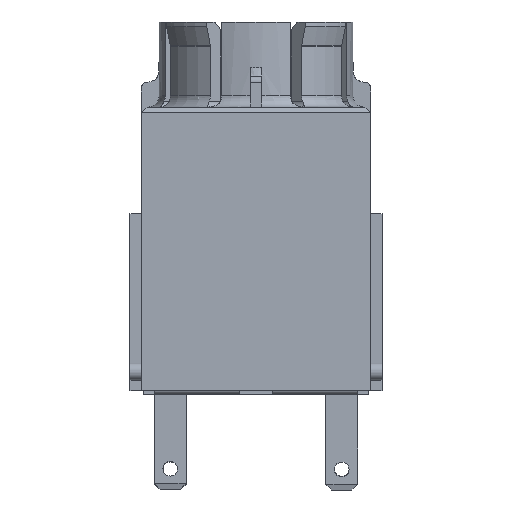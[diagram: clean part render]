
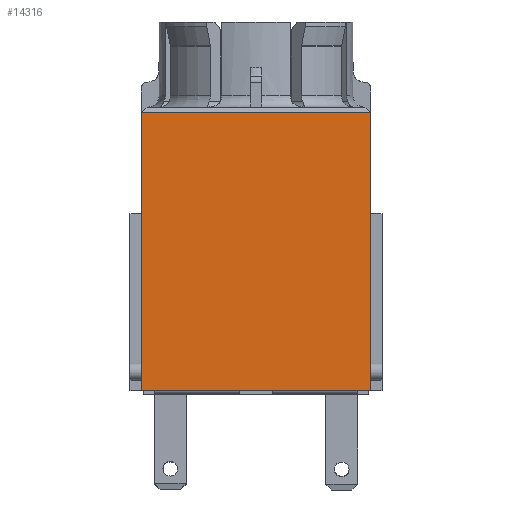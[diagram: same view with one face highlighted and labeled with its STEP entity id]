
A CAD part, front view. The second image highlights one B-rep face of the part: STEP entity #14316.
In plain terms, the highlighted planar face has unit normal (0, -1, 0).
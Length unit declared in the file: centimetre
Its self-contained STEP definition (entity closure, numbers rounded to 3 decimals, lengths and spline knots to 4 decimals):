
#870=FACE_OUTER_BOUND($,#1651,.T.);
#1651=EDGE_LOOP($,(#10831,#10832,#10833,#10834));
#2669=LINE($,#22442,#4444);
#2694=LINE($,#22491,#4469);
#2695=LINE($,#22493,#4470);
#2696=LINE($,#22494,#4471);
#4444=VECTOR($,#17255,2.02);
#4469=VECTOR($,#17302,2.02);
#4470=VECTOR($,#17305,2.45);
#4471=VECTOR($,#17306,2.45);
#6067=VERTEX_POINT($,#21373);
#6248=VERTEX_POINT($,#22440);
#6249=VERTEX_POINT($,#22441);
#6262=VERTEX_POINT($,#22487);
#7926=EDGE_CURVE($,#6248,#6249,#2669,.T.);
#7951=EDGE_CURVE($,#6067,#6262,#2694,.T.);
#7952=EDGE_CURVE($,#6248,#6067,#2695,.T.);
#7953=EDGE_CURVE($,#6249,#6262,#2696,.T.);
#10831=ORIENTED_EDGE($,*,*,#7951,.F.);
#10832=ORIENTED_EDGE($,*,*,#7952,.F.);
#10833=ORIENTED_EDGE($,*,*,#7926,.T.);
#10834=ORIENTED_EDGE($,*,*,#7953,.T.);
#13562=PLANE($,#15261);
#14316=ADVANCED_FACE($,(#870),#13562,.T.);
#15261=AXIS2_PLACEMENT_3D($,#22492,#17303,#17304);
#17255=DIRECTION($,(1.,0.,0.));
#17302=DIRECTION($,(1.,0.,0.));
#17303=DIRECTION('center_axis',(0.,-1.,0.));
#17304=DIRECTION('ref_axis',(0.,0.,1.));
#17305=DIRECTION($,(0.,0.,1.));
#17306=DIRECTION($,(0.,0.,1.));
#21373=CARTESIAN_POINT('',(-1.01,-1.11,2.49));
#22440=CARTESIAN_POINT('',(-1.01,-1.11,0.04));
#22441=CARTESIAN_POINT('',(1.01,-1.11,0.04));
#22442=CARTESIAN_POINT($,(-1.01,-1.11,0.04));
#22487=CARTESIAN_POINT('',(1.01,-1.11,2.49));
#22491=CARTESIAN_POINT($,(0.505,-1.11,2.49));
#22492=CARTESIAN_POINT('Origin',(1.01,-1.11,0.04));
#22493=CARTESIAN_POINT($,(-1.01,-1.11,0.04));
#22494=CARTESIAN_POINT($,(1.01,-1.11,0.04));
